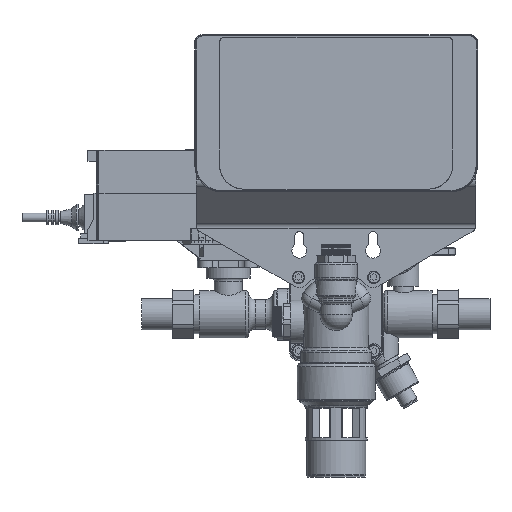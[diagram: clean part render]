
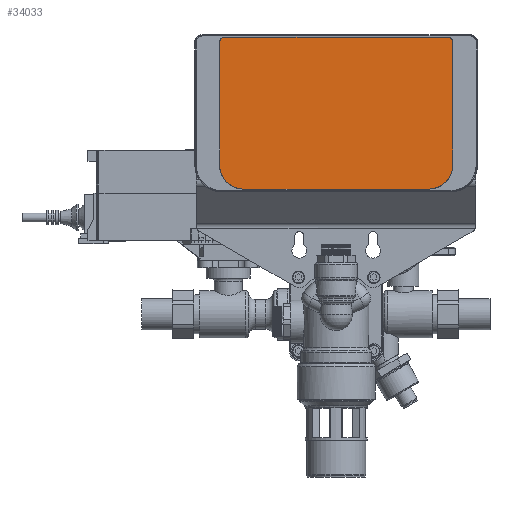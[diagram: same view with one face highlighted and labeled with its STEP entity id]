
A CAD part, front view. The second image highlights one B-rep face of the part: STEP entity #34033.
In plain terms, the highlighted planar face has unit normal (0, -1, 0).
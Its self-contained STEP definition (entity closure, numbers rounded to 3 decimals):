
#1497=PLANE('',#36730);
#5157=LINE('',#57635,#8808);
#5161=LINE('',#57660,#8812);
#5165=LINE('',#57685,#8816);
#5169=LINE('',#57709,#8820);
#8808=VECTOR('',#45701,1.);
#8812=VECTOR('',#45707,1.);
#8816=VECTOR('',#45713,1.);
#8820=VECTOR('',#45719,1.);
#9463=B_SPLINE_CURVE_WITH_KNOTS('',3,(#57623,#57624,#57625,#57626),
 .UNSPECIFIED.,.F.,.F.,(4,4),(7.007,8.),.UNSPECIFIED.);
#9465=B_SPLINE_CURVE_WITH_KNOTS('',3,(#57648,#57649,#57650,#57651),
 .UNSPECIFIED.,.F.,.F.,(4,4),(5.,5.966),.UNSPECIFIED.);
#9467=B_SPLINE_CURVE_WITH_KNOTS('',3,(#57673,#57674,#57675,#57676),
 .UNSPECIFIED.,.F.,.F.,(4,4),(3.034,4.),.UNSPECIFIED.);
#9469=B_SPLINE_CURVE_WITH_KNOTS('',3,(#57698,#57699,#57700,#57701),
 .UNSPECIFIED.,.F.,.F.,(4,4),(1.,1.993),.UNSPECIFIED.);
#11155=FACE_OUTER_BOUND('',#13140,.T.);
#13140=EDGE_LOOP('',(#31627,#31628,#31629,#31630,#31631,#31632,#31633,#31634));
#17452=VERTEX_POINT('',#57619);
#17454=VERTEX_POINT('',#57622);
#17456=VERTEX_POINT('',#57634);
#17458=VERTEX_POINT('',#57647);
#17460=VERTEX_POINT('',#57659);
#17462=VERTEX_POINT('',#57672);
#17464=VERTEX_POINT('',#57684);
#17466=VERTEX_POINT('',#57697);
#22213=EDGE_CURVE('',#17452,#17454,#9463,.F.);
#22216=EDGE_CURVE('',#17454,#17456,#5157,.F.);
#22219=EDGE_CURVE('',#17456,#17458,#9465,.F.);
#22222=EDGE_CURVE('',#17458,#17460,#5161,.F.);
#22225=EDGE_CURVE('',#17460,#17462,#9467,.F.);
#22228=EDGE_CURVE('',#17462,#17464,#5165,.F.);
#22231=EDGE_CURVE('',#17464,#17466,#9469,.F.);
#22234=EDGE_CURVE('',#17466,#17452,#5169,.F.);
#31627=ORIENTED_EDGE('',*,*,#22234,.F.);
#31628=ORIENTED_EDGE('',*,*,#22231,.F.);
#31629=ORIENTED_EDGE('',*,*,#22228,.F.);
#31630=ORIENTED_EDGE('',*,*,#22225,.F.);
#31631=ORIENTED_EDGE('',*,*,#22222,.F.);
#31632=ORIENTED_EDGE('',*,*,#22219,.F.);
#31633=ORIENTED_EDGE('',*,*,#22216,.F.);
#31634=ORIENTED_EDGE('',*,*,#22213,.F.);
#34033=ADVANCED_FACE('',(#11155),#1497,.F.);
#36730=AXIS2_PLACEMENT_3D('',#57711,#45721,#45722);
#45701=DIRECTION('',(0.,0.,1.));
#45707=DIRECTION('',(1.,0.,0.));
#45713=DIRECTION('',(0.,0.,-1.));
#45719=DIRECTION('',(-1.,0.,0.));
#45721=DIRECTION('center_axis',(0.,1.,0.));
#45722=DIRECTION('ref_axis',(-1.,0.,0.));
#57619=CARTESIAN_POINT('',(207.3,-154.986,187.578));
#57622=CARTESIAN_POINT('',(210.8,-154.986,184.119));
#57623=CARTESIAN_POINT('Ctrl Pts',(210.8,-154.986,184.119));
#57624=CARTESIAN_POINT('Ctrl Pts',(210.778,-154.986,186.033));
#57625=CARTESIAN_POINT('Ctrl Pts',(209.219,-154.986,187.578));
#57626=CARTESIAN_POINT('Ctrl Pts',(207.3,-154.986,187.578));
#57634=CARTESIAN_POINT('',(210.8,-154.986,100.367));
#57635=CARTESIAN_POINT('',(210.8,-154.986,142.243));
#57647=CARTESIAN_POINT('',(194.325,-154.986,84.778));
#57648=CARTESIAN_POINT('Ctrl Pts',(194.325,-154.986,84.778));
#57649=CARTESIAN_POINT('Ctrl Pts',(203.132,-154.986,84.778));
#57650=CARTESIAN_POINT('Ctrl Pts',(210.327,-154.986,91.678));
#57651=CARTESIAN_POINT('Ctrl Pts',(210.8,-154.986,100.367));
#57659=CARTESIAN_POINT('',(69.275,-154.986,84.778));
#57660=CARTESIAN_POINT('',(131.8,-154.986,84.778));
#57672=CARTESIAN_POINT('',(52.8,-154.986,100.367));
#57673=CARTESIAN_POINT('Ctrl Pts',(52.8,-154.986,100.367));
#57674=CARTESIAN_POINT('Ctrl Pts',(53.273,-154.986,91.678));
#57675=CARTESIAN_POINT('Ctrl Pts',(60.469,-154.986,84.778));
#57676=CARTESIAN_POINT('Ctrl Pts',(69.275,-154.986,84.778));
#57684=CARTESIAN_POINT('',(52.8,-154.986,184.119));
#57685=CARTESIAN_POINT('',(52.8,-154.986,142.243));
#57697=CARTESIAN_POINT('',(56.3,-154.986,187.578));
#57698=CARTESIAN_POINT('Ctrl Pts',(56.3,-154.986,187.578));
#57699=CARTESIAN_POINT('Ctrl Pts',(54.381,-154.986,187.578));
#57700=CARTESIAN_POINT('Ctrl Pts',(52.822,-154.986,186.033));
#57701=CARTESIAN_POINT('Ctrl Pts',(52.8,-154.986,184.119));
#57709=CARTESIAN_POINT('',(131.8,-154.986,187.578));
#57711=CARTESIAN_POINT('Origin',(131.8,-154.986,136.178));
